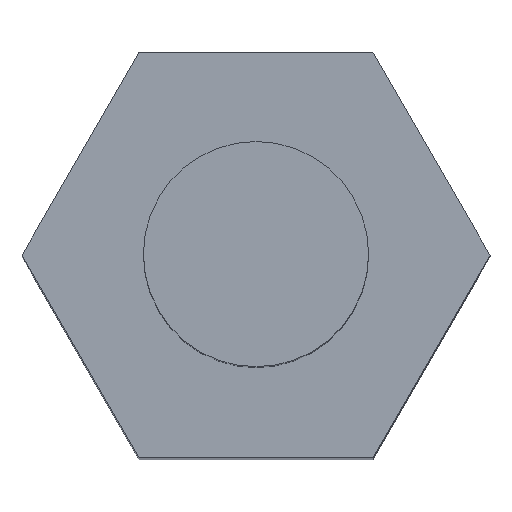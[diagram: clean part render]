
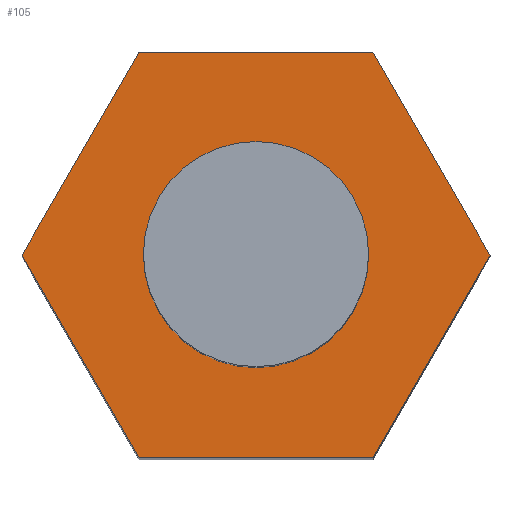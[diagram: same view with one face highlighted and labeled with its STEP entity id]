
A CAD part, top view. The second image highlights one B-rep face of the part: STEP entity #105.
In plain terms, the highlighted planar face has unit normal (0, 0, 1).
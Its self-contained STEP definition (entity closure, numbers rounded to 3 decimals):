
#11 = LINE ( 'NONE', #241, #47 ) ;
#18 = ORIENTED_EDGE ( 'NONE', *, *, #173, .T. ) ;
#25 = LINE ( 'NONE', #57, #242 ) ;
#30 = EDGE_LOOP ( 'NONE', ( #314, #18, #261, #192, #415, #298 ) ) ;
#45 = EDGE_LOOP ( 'NONE', ( #196, #119 ) ) ;
#47 = VECTOR ( 'NONE', #277, 1000. ) ;
#48 = VECTOR ( 'NONE', #294, 1000. ) ;
#51 = EDGE_CURVE ( 'NONE', #347, #190, #207, .T. ) ;
#57 = CARTESIAN_POINT ( 'NONE',  ( -2.598, 0., 12. ) ) ;
#67 = CARTESIAN_POINT ( 'NONE',  ( 1.299, 2.25, 12. ) ) ;
#74 = AXIS2_PLACEMENT_3D ( 'NONE', #167, #305, #210 ) ;
#75 = DIRECTION ( 'NONE',  ( 0., 0., 1. ) ) ;
#78 = CARTESIAN_POINT ( 'NONE',  ( 0., 0., 12. ) ) ;
#84 = CARTESIAN_POINT ( 'NONE',  ( -1.299, -2.25, 12. ) ) ;
#96 = LINE ( 'NONE', #367, #390 ) ;
#105 = ADVANCED_FACE ( 'NONE', ( #368, #270 ), #340, .T. ) ;
#119 = ORIENTED_EDGE ( 'NONE', *, *, #51, .F. ) ;
#120 = EDGE_CURVE ( 'NONE', #328, #303, #384, .T. ) ;
#122 = CIRCLE ( 'NONE', #201, 1.25 ) ;
#128 = CARTESIAN_POINT ( 'NONE',  ( 2.598, 0., 12. ) ) ;
#131 = DIRECTION ( 'NONE',  ( 1., 0., 0. ) ) ;
#133 = EDGE_CURVE ( 'NONE', #303, #377, #11, .T. ) ;
#136 = VECTOR ( 'NONE', #380, 1000. ) ;
#138 = CARTESIAN_POINT ( 'NONE',  ( -1.299, -2.25, 12. ) ) ;
#148 = DIRECTION ( 'NONE',  ( 1., 0., 0. ) ) ;
#152 = LINE ( 'NONE', #187, #48 ) ;
#160 = CARTESIAN_POINT ( 'NONE',  ( -2.598, 0., 12. ) ) ;
#167 = CARTESIAN_POINT ( 'NONE',  ( 0., 0., 12. ) ) ;
#173 = EDGE_CURVE ( 'NONE', #377, #393, #284, .T. ) ;
#177 = EDGE_CURVE ( 'NONE', #190, #347, #122, .T. ) ;
#187 = CARTESIAN_POINT ( 'NONE',  ( 1.299, 2.25, 12. ) ) ;
#190 = VERTEX_POINT ( 'NONE', #421 ) ;
#192 = ORIENTED_EDGE ( 'NONE', *, *, #418, .T. ) ;
#196 = ORIENTED_EDGE ( 'NONE', *, *, #177, .F. ) ;
#198 = CARTESIAN_POINT ( 'NONE',  ( -1.299, 2.25, 12. ) ) ;
#201 = AXIS2_PLACEMENT_3D ( 'NONE', #78, #75, #208 ) ;
#205 = CARTESIAN_POINT ( 'NONE',  ( 0., 0., 12. ) ) ;
#207 = CIRCLE ( 'NONE', #337, 1.25 ) ;
#208 = DIRECTION ( 'NONE',  ( 1., 0., 0. ) ) ;
#210 = DIRECTION ( 'NONE',  ( 1., 0., 0. ) ) ;
#219 = CARTESIAN_POINT ( 'NONE',  ( 1.25, 0., 12. ) ) ;
#241 = CARTESIAN_POINT ( 'NONE',  ( 1.299, -2.25, 12. ) ) ;
#242 = VECTOR ( 'NONE', #258, 1000. ) ;
#258 = DIRECTION ( 'NONE',  ( 0.5, -0.866, 0. ) ) ;
#261 = ORIENTED_EDGE ( 'NONE', *, *, #308, .T. ) ;
#270 = FACE_OUTER_BOUND ( 'NONE', #30, .T. ) ;
#272 = EDGE_CURVE ( 'NONE', #353, #328, #25, .T. ) ;
#277 = DIRECTION ( 'NONE',  ( 0.5, 0.866, 0. ) ) ;
#284 = LINE ( 'NONE', #311, #136 ) ;
#294 = DIRECTION ( 'NONE',  ( -1., 0., 0. ) ) ;
#298 = ORIENTED_EDGE ( 'NONE', *, *, #120, .T. ) ;
#303 = VERTEX_POINT ( 'NONE', #385 ) ;
#305 = DIRECTION ( 'NONE',  ( 0., 0., 1. ) ) ;
#308 = EDGE_CURVE ( 'NONE', #393, #364, #152, .T. ) ;
#311 = CARTESIAN_POINT ( 'NONE',  ( 2.598, 0., 12. ) ) ;
#314 = ORIENTED_EDGE ( 'NONE', *, *, #133, .T. ) ;
#328 = VERTEX_POINT ( 'NONE', #84 ) ;
#337 = AXIS2_PLACEMENT_3D ( 'NONE', #205, #366, #131 ) ;
#340 = PLANE ( 'NONE',  #74 ) ;
#347 = VERTEX_POINT ( 'NONE', #219 ) ;
#353 = VERTEX_POINT ( 'NONE', #160 ) ;
#364 = VERTEX_POINT ( 'NONE', #198 ) ;
#366 = DIRECTION ( 'NONE',  ( 0., 0., 1. ) ) ;
#367 = CARTESIAN_POINT ( 'NONE',  ( -1.299, 2.25, 12. ) ) ;
#368 = FACE_BOUND ( 'NONE', #45, .T. ) ;
#377 = VERTEX_POINT ( 'NONE', #128 ) ;
#380 = DIRECTION ( 'NONE',  ( -0.5, 0.866, 0. ) ) ;
#383 = VECTOR ( 'NONE', #148, 1000. ) ;
#384 = LINE ( 'NONE', #138, #383 ) ;
#385 = CARTESIAN_POINT ( 'NONE',  ( 1.299, -2.25, 12. ) ) ;
#390 = VECTOR ( 'NONE', #408, 1000. ) ;
#393 = VERTEX_POINT ( 'NONE', #67 ) ;
#408 = DIRECTION ( 'NONE',  ( -0.5, -0.866, 0. ) ) ;
#415 = ORIENTED_EDGE ( 'NONE', *, *, #272, .T. ) ;
#418 = EDGE_CURVE ( 'NONE', #364, #353, #96, .T. ) ;
#421 = CARTESIAN_POINT ( 'NONE',  ( -1.25, 0., 12. ) ) ;
